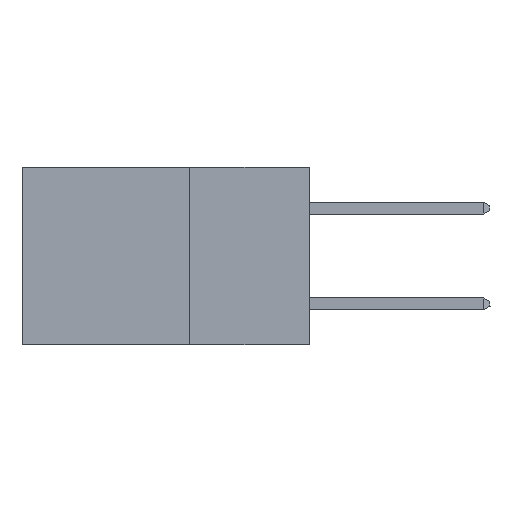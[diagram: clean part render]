
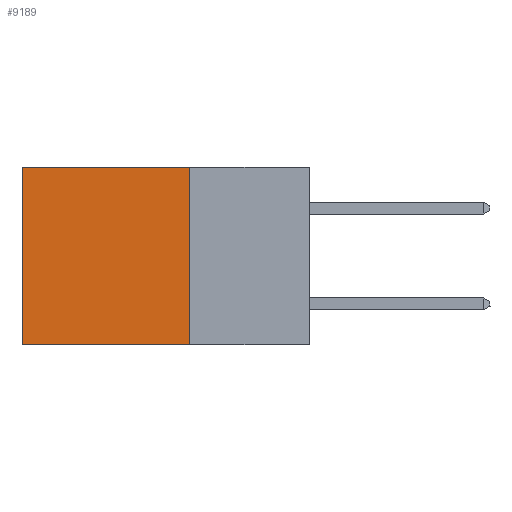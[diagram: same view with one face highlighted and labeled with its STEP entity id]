
A CAD part, left-side view. The second image highlights one B-rep face of the part: STEP entity #9189.
In plain terms, the highlighted planar face has unit normal (-1, 0, 0).
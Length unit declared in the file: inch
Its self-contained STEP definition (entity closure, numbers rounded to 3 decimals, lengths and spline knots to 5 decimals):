
#987 = VERTEX_POINT ( 'NONE', #9255 ) ;
#1435 = DIRECTION ( 'NONE',  ( 0., 1., 0. ) ) ;
#1518 = LINE ( 'NONE', #32780, #15798 ) ;
#1570 = PLANE ( 'NONE',  #23136 ) ;
#3165 = CARTESIAN_POINT ( 'NONE',  ( 0.2875, 0.25, 0. ) ) ;
#3851 = ORIENTED_EDGE ( 'NONE', *, *, #30121, .T. ) ;
#4056 = VECTOR ( 'NONE', #26566, 39.37008 ) ;
#4390 = CARTESIAN_POINT ( 'NONE',  ( 0.2875, 0.6, 0. ) ) ;
#5287 = CARTESIAN_POINT ( 'NONE',  ( 0.2875, 0.25, 0. ) ) ;
#6498 = EDGE_CURVE ( 'NONE', #23396, #7256, #26407, .T. ) ;
#6865 = CARTESIAN_POINT ( 'NONE',  ( 0.2875, 0.25, -0.37 ) ) ;
#7256 = VERTEX_POINT ( 'NONE', #29732 ) ;
#7565 = EDGE_CURVE ( 'NONE', #23396, #987, #1518, .T. ) ;
#9189 = ADVANCED_FACE ( 'NONE', ( #21597 ), #1570, .F. ) ;
#9255 = CARTESIAN_POINT ( 'NONE',  ( 0.2875, 0.6, 0. ) ) ;
#9466 = CARTESIAN_POINT ( 'NONE',  ( 0.2875, 0.25, 0. ) ) ;
#11486 = CARTESIAN_POINT ( 'NONE',  ( 0.2875, 0.6, -0.37 ) ) ;
#11797 = EDGE_LOOP ( 'NONE', ( #3851, #24348, #23961, #13922 ) ) ;
#13922 = ORIENTED_EDGE ( 'NONE', *, *, #7565, .T. ) ;
#15032 = DIRECTION ( 'NONE',  ( 0., 1., 0. ) ) ;
#15798 = VECTOR ( 'NONE', #1435, 39.37008 ) ;
#17578 = DIRECTION ( 'NONE',  ( 0., 0., -1. ) ) ;
#17631 = DIRECTION ( 'NONE',  ( 1., 0., 0. ) ) ;
#18244 = VECTOR ( 'NONE', #17578, 39.37008 ) ;
#21597 = FACE_OUTER_BOUND ( 'NONE', #11797, .T. ) ;
#23118 = LINE ( 'NONE', #4390, #18244 ) ;
#23136 = AXIS2_PLACEMENT_3D ( 'NONE', #9466, #17631, #25222 ) ;
#23213 = EDGE_CURVE ( 'NONE', #7256, #25930, #32876, .T. ) ;
#23396 = VERTEX_POINT ( 'NONE', #5287 ) ;
#23961 = ORIENTED_EDGE ( 'NONE', *, *, #6498, .F. ) ;
#24348 = ORIENTED_EDGE ( 'NONE', *, *, #23213, .F. ) ;
#25222 = DIRECTION ( 'NONE',  ( 0., 0., -1. ) ) ;
#25930 = VERTEX_POINT ( 'NONE', #11486 ) ;
#26407 = LINE ( 'NONE', #3165, #4056 ) ;
#26566 = DIRECTION ( 'NONE',  ( 0., 0., -1. ) ) ;
#28813 = VECTOR ( 'NONE', #15032, 39.37008 ) ;
#29732 = CARTESIAN_POINT ( 'NONE',  ( 0.2875, 0.25, -0.37 ) ) ;
#30121 = EDGE_CURVE ( 'NONE', #987, #25930, #23118, .T. ) ;
#32780 = CARTESIAN_POINT ( 'NONE',  ( 0.2875, 0.25, 0. ) ) ;
#32876 = LINE ( 'NONE', #6865, #28813 ) ;
